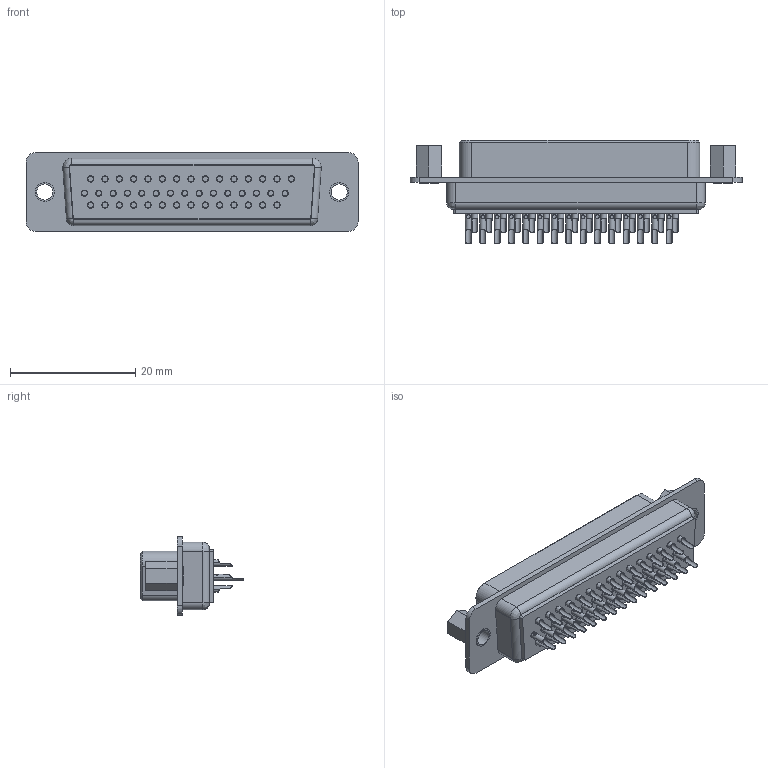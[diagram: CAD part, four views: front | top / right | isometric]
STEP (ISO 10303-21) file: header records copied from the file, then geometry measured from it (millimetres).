
FILE_DESCRIPTION( ('This file contains a STEP AP42 implementation' ,'as created by ZW3D STEP Interface translator.') ,'2;1' );
FILE_NAME( '6210-XXMFXXB01.stp' ,'2311 9.104854', (''), ('ZWCAD Software Co.'), 'Version 1.0', 'ZW3D to STEP translator', '' );
FILE_SCHEMA(('AUTOMOTIVE_DESIGN { 1 0 10303 214 1 1 1 1 }'));
Length unit declared in the file: millimetre
Products named in the file (2): 0; 6210_xxff
Bounding box: 53.04 x 16.51 x 12.55 mm (x, y, z)
Volume: 4230.3 mm3; surface area: 5728.7 mm2
Topology: 1 solids, 1 shells, 972 faces, 2512 edges, 1640 vertices
Faces by surface type: cylinder 464, plane 364, cone 140, bspline 4
Full cylindrical faces by diameter (mm): 2.56 x2
Entity records: 38218 total; most frequent: CARTESIAN_POINT 14193, ORIENTED_EDGE 5024, DIRECTION 4294, EDGE_CURVE 2512, VERTEX_POINT 1640, AXIS2_PLACEMENT_3D 1583, VECTOR 1128, LINE 1128
